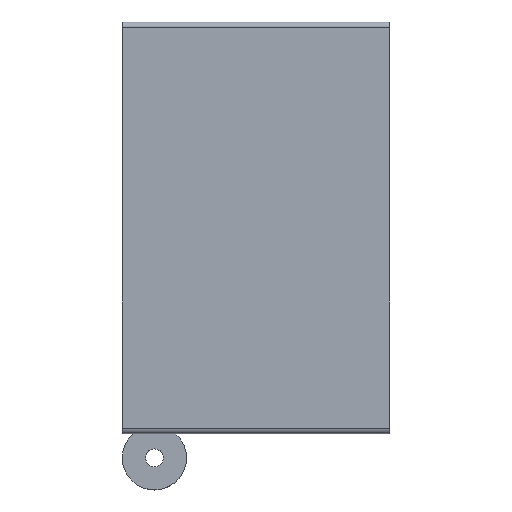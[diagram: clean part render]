
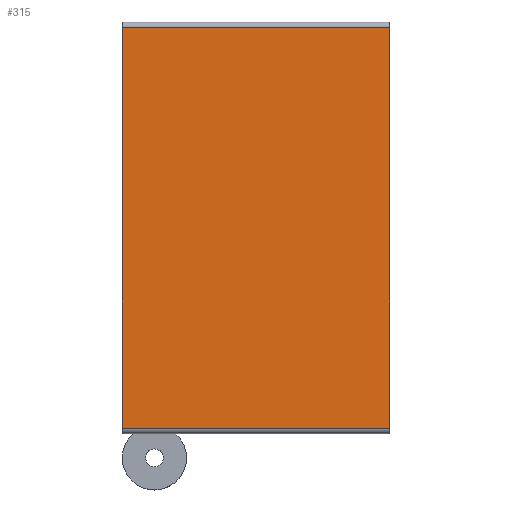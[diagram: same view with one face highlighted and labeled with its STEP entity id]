
A CAD part, top view. The second image highlights one B-rep face of the part: STEP entity #315.
In plain terms, the highlighted planar face has unit normal (0, 0, 1).
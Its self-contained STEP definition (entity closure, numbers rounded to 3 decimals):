
#32 = VERTEX_POINT('',#33);
#33 = CARTESIAN_POINT('',(0.,76.,22.85));
#40 = EDGE_CURVE('',#32,#41,#43,.T.);
#41 = VERTEX_POINT('',#42);
#42 = CARTESIAN_POINT('',(0.,1.,22.85));
#43 = LINE('',#44,#45);
#44 = CARTESIAN_POINT('',(0.,77.,22.85));
#45 = VECTOR('',#46,1.);
#46 = DIRECTION('',(0.,-1.,0.));
#295 = VERTEX_POINT('',#296);
#296 = CARTESIAN_POINT('',(50.,76.,22.85));
#303 = EDGE_CURVE('',#295,#32,#304,.T.);
#304 = LINE('',#305,#306);
#305 = CARTESIAN_POINT('',(50.,76.,22.85));
#306 = VECTOR('',#307,1.);
#307 = DIRECTION('',(-1.,0.,0.));
#315 = ADVANCED_FACE('',(#316),#334,.T.);
#316 = FACE_BOUND('',#317,.T.);
#317 = EDGE_LOOP('',(#318,#326,#327,#328));
#318 = ORIENTED_EDGE('',*,*,#319,.T.);
#319 = EDGE_CURVE('',#320,#295,#322,.T.);
#320 = VERTEX_POINT('',#321);
#321 = CARTESIAN_POINT('',(50.,1.,22.85));
#322 = LINE('',#323,#324);
#323 = CARTESIAN_POINT('',(50.,0.,22.85));
#324 = VECTOR('',#325,1.);
#325 = DIRECTION('',(0.,1.,0.));
#326 = ORIENTED_EDGE('',*,*,#303,.T.);
#327 = ORIENTED_EDGE('',*,*,#40,.T.);
#328 = ORIENTED_EDGE('',*,*,#329,.T.);
#329 = EDGE_CURVE('',#41,#320,#330,.T.);
#330 = LINE('',#331,#332);
#331 = CARTESIAN_POINT('',(0.,1.,22.85));
#332 = VECTOR('',#333,1.);
#333 = DIRECTION('',(1.,0.,0.));
#334 = PLANE('',#335);
#335 = AXIS2_PLACEMENT_3D('',#336,#337,#338);
#336 = CARTESIAN_POINT('',(25.,38.5,22.85));
#337 = DIRECTION('',(0.,0.,1.));
#338 = DIRECTION('',(1.,0.,0.));
